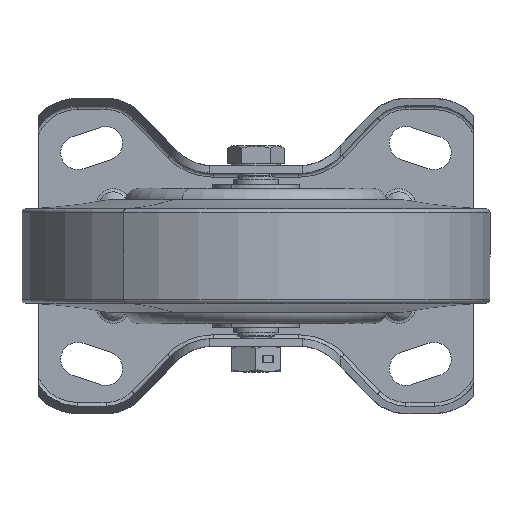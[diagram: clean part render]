
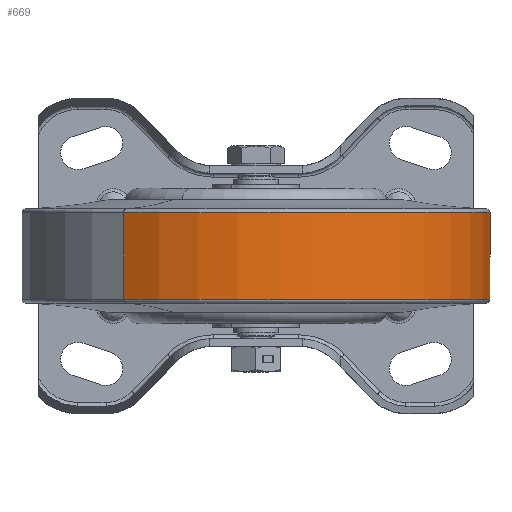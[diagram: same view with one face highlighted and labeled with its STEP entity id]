
A CAD part, front view. The second image highlights one B-rep face of the part: STEP entity #669.
In plain terms, the highlighted cylindrical face has radius 62.5 mm (diameter 125 mm), a partial arc.
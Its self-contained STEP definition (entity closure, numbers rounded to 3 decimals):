
#524 = EDGE_CURVE ( 'NONE', #4834, #2277, #11412, .T. ) ;
#669 = ADVANCED_FACE ( 'NONE', ( #12134 ), #1531, .T. ) ;
#859 = LINE ( 'NONE', #4167, #6783 ) ;
#1160 = AXIS2_PLACEMENT_3D ( 'NONE', #5754, #2880, #12298 ) ;
#1511 = CARTESIAN_POINT ( 'NONE',  ( 0., -97.99, -11.53 ) ) ;
#1531 = CYLINDRICAL_SURFACE ( 'NONE', #1160, 62.5 ) ;
#1598 = DIRECTION ( 'NONE',  ( -0.564, -0.826, 0. ) ) ;
#1644 = DIRECTION ( 'NONE',  ( 0., 0., -1. ) ) ;
#1708 = CARTESIAN_POINT ( 'NONE',  ( 0., -97.99, 11.53 ) ) ;
#1832 = ORIENTED_EDGE ( 'NONE', *, *, #4286, .T. ) ;
#2031 = EDGE_LOOP ( 'NONE', ( #14622, #9544, #3980, #1832 ) ) ;
#2277 = VERTEX_POINT ( 'NONE', #8565 ) ;
#2880 = DIRECTION ( 'NONE',  ( 0., 0., 1. ) ) ;
#3980 = ORIENTED_EDGE ( 'NONE', *, *, #5257, .T. ) ;
#4167 = CARTESIAN_POINT ( 'NONE',  ( 35.234, -46.368, 0. ) ) ;
#4286 = EDGE_CURVE ( 'NONE', #7481, #9606, #4809, .T. ) ;
#4809 = CIRCLE ( 'NONE', #13562, 62.5 ) ;
#4834 = VERTEX_POINT ( 'NONE', #11016 ) ;
#5257 = EDGE_CURVE ( 'NONE', #2277, #7481, #859, .T. ) ;
#5287 = CARTESIAN_POINT ( 'NONE',  ( -35.234, -149.612, 0. ) ) ;
#5357 = CARTESIAN_POINT ( 'NONE',  ( 35.234, -46.368, 11.53 ) ) ;
#5754 = CARTESIAN_POINT ( 'NONE',  ( 0., -97.99, 0. ) ) ;
#6783 = VECTOR ( 'NONE', #11334, 1000. ) ;
#7481 = VERTEX_POINT ( 'NONE', #5357 ) ;
#8565 = CARTESIAN_POINT ( 'NONE',  ( 35.234, -46.368, -11.53 ) ) ;
#9095 = LINE ( 'NONE', #5287, #15021 ) ;
#9544 = ORIENTED_EDGE ( 'NONE', *, *, #524, .T. ) ;
#9606 = VERTEX_POINT ( 'NONE', #11632 ) ;
#9701 = AXIS2_PLACEMENT_3D ( 'NONE', #1511, #15283, #11246 ) ;
#10468 = EDGE_CURVE ( 'NONE', #4834, #9606, #9095, .T. ) ;
#11016 = CARTESIAN_POINT ( 'NONE',  ( -35.234, -149.612, -11.53 ) ) ;
#11246 = DIRECTION ( 'NONE',  ( -0.564, -0.826, 0. ) ) ;
#11334 = DIRECTION ( 'NONE',  ( 0., 0., 1. ) ) ;
#11412 = CIRCLE ( 'NONE', #9701, 62.5 ) ;
#11632 = CARTESIAN_POINT ( 'NONE',  ( -35.234, -149.612, 11.53 ) ) ;
#12134 = FACE_OUTER_BOUND ( 'NONE', #2031, .T. ) ;
#12298 = DIRECTION ( 'NONE',  ( 0.564, 0.826, 0. ) ) ;
#13562 = AXIS2_PLACEMENT_3D ( 'NONE', #1708, #1644, #1598 ) ;
#13687 = DIRECTION ( 'NONE',  ( 0., 0., 1. ) ) ;
#14622 = ORIENTED_EDGE ( 'NONE', *, *, #10468, .F. ) ;
#15021 = VECTOR ( 'NONE', #13687, 1000. ) ;
#15283 = DIRECTION ( 'NONE',  ( 0., 0., 1. ) ) ;
